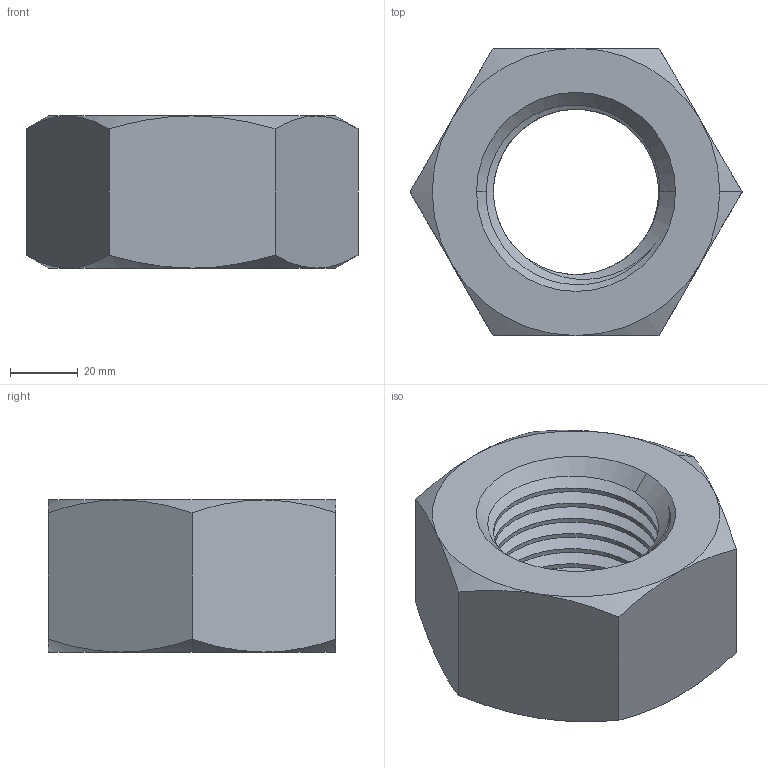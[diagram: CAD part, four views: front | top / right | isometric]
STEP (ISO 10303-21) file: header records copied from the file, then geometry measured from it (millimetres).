
FILE_DESCRIPTION (( 'STEP AP214' ), '1' );
FILE_NAME ('M56 Nut.STEP', '2019-05-01T13:52:22', ( '' ), ( '' ), 'SwSTEP 2.0', 'SolidWorks 2018', '' );
FILE_SCHEMA (( 'AUTOMOTIVE_DESIGN' ));
Length unit declared in the file: millimetre
Products named in the file (1): M56 Nut
Bounding box: 98.15 x 85 x 45 mm (x, y, z)
Volume: 183726.5 mm3; surface area: 32415.8 mm2
Topology: 1 solids, 1 shells, 43 faces, 108 edges, 67 vertices
Faces by surface type: cone 19, cylinder 14, plane 8, bspline 2
Entity records: 3376 total; most frequent: CARTESIAN_POINT 2452, ORIENTED_EDGE 216, DIRECTION 152, EDGE_CURVE 108, VERTEX_POINT 67, AXIS2_PLACEMENT_3D 63, EDGE_LOOP 45, ADVANCED_FACE 43
